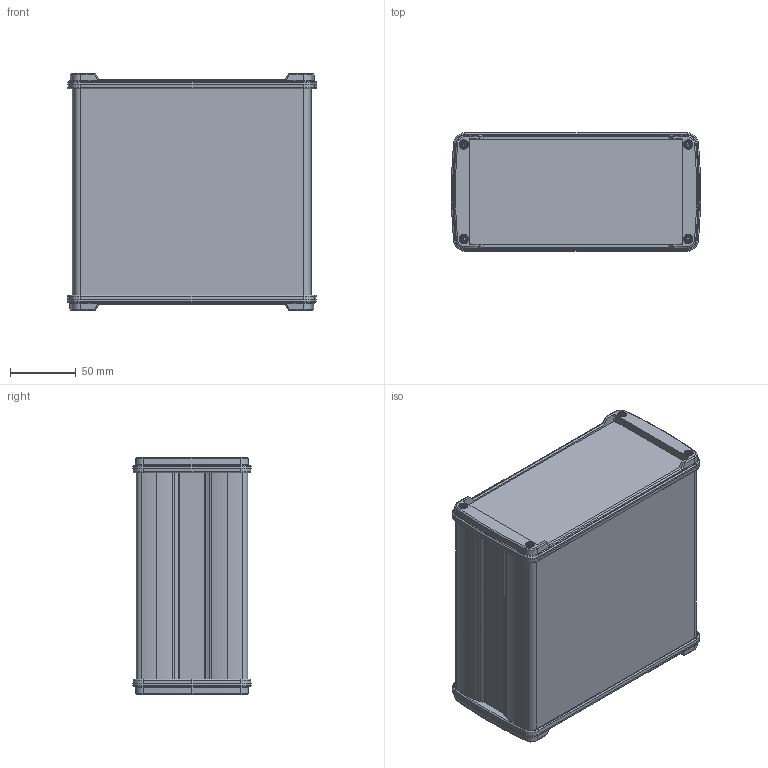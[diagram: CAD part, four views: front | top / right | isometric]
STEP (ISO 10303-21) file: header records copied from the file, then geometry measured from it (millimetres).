
FILE_DESCRIPTION (( 'STEP AP214' ), '1' );
FILE_NAME ('07503010.STEP', '2016-03-10T09:36:02', ( 'Macha' ), ( 'Hewlett-Packard Company' ), 'SwSTEP 2.0', 'SolidWorks 2015', '' );
FILE_SCHEMA (( 'AUTOMOTIVE_DESIGN' ));
Length unit declared in the file: millimetre
Products named in the file (12): 56005; 11569_160 mm mit Bearbeitung f〉 M3; 82002_im Deckel eingebaut; 95984; 93686; 98865; 93372; 88682; 12888; 93022; 11570_160 mm; 07503010
Assembly tree (39 placements, depth 3):
  07503010
    11570_160 mm  x2
    93022  x4
    12888  x2
    88682  x2
    93372  x2
    98865  x8
    93686  x8
    95984  x8
    82002_im Deckel eingebaut
    56005
      11569_160 mm mit Bearbeitung f〉 M3
Bounding box: 190 x 90 x 180.4 mm (x, y, z)
Volume: 578260.6 mm3; surface area: 348215.1 mm2
Topology: 38 solids, 38 shells, 2322 faces, 6072 edges, 3890 vertices
Faces by surface type: plane 843, cylinder 815, cone 266, torus 208, bspline 158, sphere 32
Entity records: 42083 total; most frequent: CARTESIAN_POINT 10826, DIRECTION 6557, ORIENTED_EDGE 6476, EDGE_CURVE 3238, AXIS2_PLACEMENT_3D 2355, VERTEX_POINT 2100, VECTOR 1847, LINE 1847
